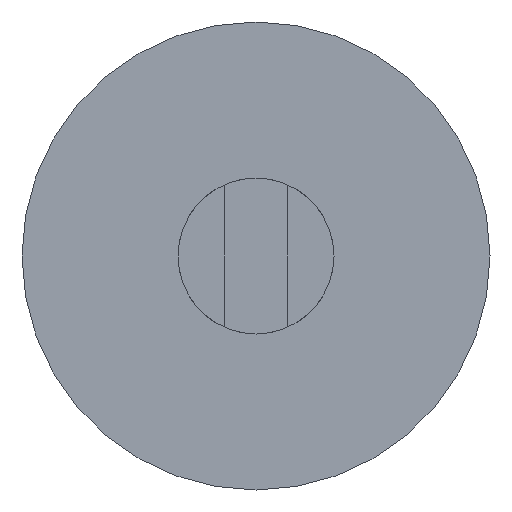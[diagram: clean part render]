
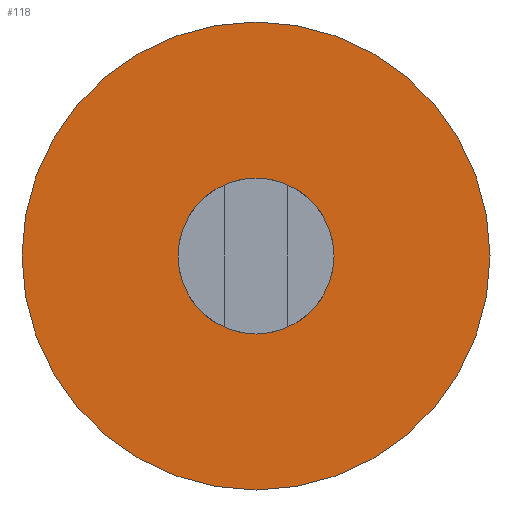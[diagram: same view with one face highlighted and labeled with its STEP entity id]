
A CAD part, front view. The second image highlights one B-rep face of the part: STEP entity #118.
In plain terms, the highlighted planar face has unit normal (0, -1, 0).
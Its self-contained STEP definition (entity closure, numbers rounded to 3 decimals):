
#5 = DIRECTION ( 'NONE',  ( 0., 0., -1. ) ) ;
#6 = FACE_BOUND ( 'NONE', #595, .T. ) ;
#39 = DIRECTION ( 'NONE',  ( 0., 1., 0. ) ) ;
#66 = DIRECTION ( 'NONE',  ( 0., 1., 0. ) ) ;
#74 = CARTESIAN_POINT ( 'NONE',  ( 0., 0., -7.5 ) ) ;
#114 = CARTESIAN_POINT ( 'NONE',  ( 0., 0., 0. ) ) ;
#118 = ADVANCED_FACE ( 'NONE', ( #6, #175 ), #339, .F. ) ;
#146 = VERTEX_POINT ( 'NONE', #665 ) ;
#147 = CARTESIAN_POINT ( 'NONE',  ( 0., 0., 0. ) ) ;
#175 = FACE_OUTER_BOUND ( 'NONE', #258, .T. ) ;
#193 = AXIS2_PLACEMENT_3D ( 'NONE', #147, #310, #5 ) ;
#213 = VERTEX_POINT ( 'NONE', #74 ) ;
#258 = EDGE_LOOP ( 'NONE', ( #458, #421 ) ) ;
#264 = ORIENTED_EDGE ( 'NONE', *, *, #402, .F. ) ;
#301 = CARTESIAN_POINT ( 'NONE',  ( 0., 0., 7.5 ) ) ;
#310 = DIRECTION ( 'NONE',  ( 0., -1., 0. ) ) ;
#339 = PLANE ( 'NONE',  #680 ) ;
#355 = CIRCLE ( 'NONE', #439, 2.5 ) ;
#365 = CARTESIAN_POINT ( 'NONE',  ( 0., 0., 2.5 ) ) ;
#371 = CARTESIAN_POINT ( 'NONE',  ( 0., 0., 0. ) ) ;
#376 = DIRECTION ( 'NONE',  ( 0., 1., 0. ) ) ;
#402 = EDGE_CURVE ( 'NONE', #146, #549, #355, .T. ) ;
#421 = ORIENTED_EDGE ( 'NONE', *, *, #659, .F. ) ;
#438 = EDGE_CURVE ( 'NONE', #549, #146, #499, .T. ) ;
#439 = AXIS2_PLACEMENT_3D ( 'NONE', #114, #704, #662 ) ;
#451 = ORIENTED_EDGE ( 'NONE', *, *, #438, .F. ) ;
#458 = ORIENTED_EDGE ( 'NONE', *, *, #606, .F. ) ;
#464 = CIRCLE ( 'NONE', #569, 7.5 ) ;
#467 = DIRECTION ( 'NONE',  ( 0., 0., 1. ) ) ;
#486 = DIRECTION ( 'NONE',  ( 0., 0., 1. ) ) ;
#495 = DIRECTION ( 'NONE',  ( 0., 0., 1. ) ) ;
#499 = CIRCLE ( 'NONE', #193, 2.5 ) ;
#549 = VERTEX_POINT ( 'NONE', #365 ) ;
#569 = AXIS2_PLACEMENT_3D ( 'NONE', #714, #376, #486 ) ;
#572 = CIRCLE ( 'NONE', #708, 7.5 ) ;
#595 = EDGE_LOOP ( 'NONE', ( #264, #451 ) ) ;
#606 = EDGE_CURVE ( 'NONE', #213, #626, #572, .T. ) ;
#610 = CARTESIAN_POINT ( 'NONE',  ( 0., 0., 0. ) ) ;
#626 = VERTEX_POINT ( 'NONE', #301 ) ;
#659 = EDGE_CURVE ( 'NONE', #626, #213, #464, .T. ) ;
#662 = DIRECTION ( 'NONE',  ( 0., 0., -1. ) ) ;
#665 = CARTESIAN_POINT ( 'NONE',  ( 0., 0., -2.5 ) ) ;
#680 = AXIS2_PLACEMENT_3D ( 'NONE', #610, #66, #495 ) ;
#704 = DIRECTION ( 'NONE',  ( 0., -1., 0. ) ) ;
#708 = AXIS2_PLACEMENT_3D ( 'NONE', #371, #39, #467 ) ;
#714 = CARTESIAN_POINT ( 'NONE',  ( 0., 0., 0. ) ) ;
